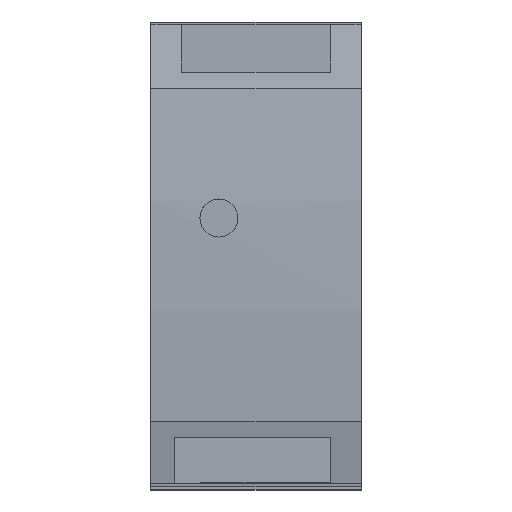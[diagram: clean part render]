
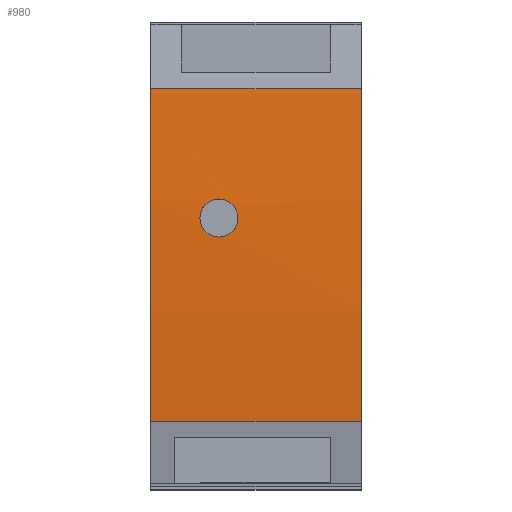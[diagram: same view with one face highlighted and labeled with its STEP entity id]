
A CAD part, top view. The second image highlights one B-rep face of the part: STEP entity #980.
In plain terms, the highlighted cylindrical face has radius 265.386 mm (diameter 530.771 mm), a partial arc.
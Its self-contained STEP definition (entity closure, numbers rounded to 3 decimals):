
#220=CARTESIAN_POINT('',(13.111,10.868,109.092));
#221=VERTEX_POINT('',#220);
#246=CARTESIAN_POINT('',(13.111,3.543,109.325));
#247=VERTEX_POINT('',#246);
#254=CARTESIAN_POINT('',(13.111,10.868,109.092));
#255=CARTESIAN_POINT('',(13.341,10.868,109.092));
#256=CARTESIAN_POINT('',(13.579,10.846,109.093));
#257=CARTESIAN_POINT('',(14.052,10.753,109.097));
#258=CARTESIAN_POINT('',(14.287,10.682,109.101));
#259=CARTESIAN_POINT('',(14.738,10.495,109.109));
#260=CARTESIAN_POINT('',(14.954,10.379,109.114));
#261=CARTESIAN_POINT('',(15.354,10.11,109.126));
#262=CARTESIAN_POINT('',(15.538,9.958,109.132));
#263=CARTESIAN_POINT('',(15.863,9.633,109.146));
#264=CARTESIAN_POINT('',(16.016,9.449,109.153));
#265=CARTESIAN_POINT('',(16.285,9.049,109.169));
#266=CARTESIAN_POINT('',(16.401,8.832,109.177));
#267=CARTESIAN_POINT('',(16.588,8.381,109.194));
#268=CARTESIAN_POINT('',(16.659,8.146,109.202));
#269=CARTESIAN_POINT('',(16.751,7.673,109.219));
#270=CARTESIAN_POINT('',(16.773,7.435,109.227));
#271=CARTESIAN_POINT('',(16.773,6.975,109.241));
#272=CARTESIAN_POINT('',(16.751,6.737,109.249));
#273=CARTESIAN_POINT('',(16.659,6.264,109.262));
#274=CARTESIAN_POINT('',(16.588,6.029,109.269));
#275=CARTESIAN_POINT('',(16.401,5.578,109.281));
#276=CARTESIAN_POINT('',(16.285,5.362,109.286));
#277=CARTESIAN_POINT('',(16.016,4.962,109.296));
#278=CARTESIAN_POINT('',(15.863,4.778,109.3));
#279=CARTESIAN_POINT('',(15.538,4.453,109.307));
#280=CARTESIAN_POINT('',(15.354,4.3,109.31));
#281=CARTESIAN_POINT('',(14.954,4.031,109.316));
#282=CARTESIAN_POINT('',(14.738,3.915,109.318));
#283=CARTESIAN_POINT('',(14.287,3.728,109.322));
#284=CARTESIAN_POINT('',(14.052,3.657,109.323));
#285=CARTESIAN_POINT('',(13.579,3.565,109.325));
#286=CARTESIAN_POINT('',(13.341,3.543,109.325));
#287=CARTESIAN_POINT('',(13.111,3.543,109.325));
#288=B_SPLINE_CURVE_WITH_KNOTS('',3,(#254,#255,#256,#257,#258,#259,#260,#261,#262,#263,#264,#265,#266,#267,#268,#269,#270,#271,#272,#273,#274,#275,#276,#277,#278,#279,#280,#281,#282,#283,#284,#285,#286,#287),.UNSPECIFIED.,.F.,.U.,(4,2,2,2,2,2,2,2,2,2,2,2,2,2,2,2,4),(0.0,0.69,1.38,2.069,2.759,3.45,4.14,4.83,5.52,6.21,6.901,7.591,8.281,8.97,9.66,10.35,11.04),.UNSPECIFIED.);
#289=EDGE_CURVE('',#221,#247,#288,.T.);
#463=CARTESIAN_POINT('',(40.5,32.072,107.27));
#464=VERTEX_POINT('',#463);
#471=CARTESIAN_POINT('',(40.5,-31.982,107.58));
#472=VERTEX_POINT('',#471);
#473=CARTESIAN_POINT('',(40.5,-1.23,-156.018));
#474=DIRECTION('',(-1.0,0.,0.));
#475=DIRECTION('',(0.,0.005,1.));
#476=AXIS2_PLACEMENT_3D('',#473,#474,#475);
#477=CIRCLE('',#476,265.386);
#478=EDGE_CURVE('',#472,#464,#477,.T.);
#766=CARTESIAN_POINT('',(13.111,3.543,109.325));
#767=CARTESIAN_POINT('',(12.881,3.543,109.325));
#768=CARTESIAN_POINT('',(12.643,3.565,109.325));
#769=CARTESIAN_POINT('',(12.17,3.657,109.323));
#770=CARTESIAN_POINT('',(11.935,3.728,109.322));
#771=CARTESIAN_POINT('',(11.484,3.915,109.318));
#772=CARTESIAN_POINT('',(11.268,4.031,109.316));
#773=CARTESIAN_POINT('',(10.868,4.3,109.31));
#774=CARTESIAN_POINT('',(10.684,4.453,109.307));
#775=CARTESIAN_POINT('',(10.359,4.778,109.3));
#776=CARTESIAN_POINT('',(10.206,4.962,109.296));
#777=CARTESIAN_POINT('',(9.937,5.362,109.286));
#778=CARTESIAN_POINT('',(9.821,5.578,109.281));
#779=CARTESIAN_POINT('',(9.634,6.029,109.269));
#780=CARTESIAN_POINT('',(9.563,6.264,109.262));
#781=CARTESIAN_POINT('',(9.471,6.737,109.249));
#782=CARTESIAN_POINT('',(9.449,6.975,109.241));
#783=CARTESIAN_POINT('',(9.449,7.435,109.227));
#784=CARTESIAN_POINT('',(9.471,7.673,109.219));
#785=CARTESIAN_POINT('',(9.563,8.146,109.202));
#786=CARTESIAN_POINT('',(9.634,8.381,109.194));
#787=CARTESIAN_POINT('',(9.821,8.832,109.177));
#788=CARTESIAN_POINT('',(9.937,9.049,109.169));
#789=CARTESIAN_POINT('',(10.206,9.449,109.153));
#790=CARTESIAN_POINT('',(10.359,9.633,109.146));
#791=CARTESIAN_POINT('',(10.684,9.958,109.132));
#792=CARTESIAN_POINT('',(10.868,10.11,109.126));
#793=CARTESIAN_POINT('',(11.268,10.379,109.114));
#794=CARTESIAN_POINT('',(11.484,10.495,109.109));
#795=CARTESIAN_POINT('',(11.935,10.682,109.101));
#796=CARTESIAN_POINT('',(12.17,10.753,109.097));
#797=CARTESIAN_POINT('',(12.643,10.846,109.093));
#798=CARTESIAN_POINT('',(12.881,10.868,109.092));
#799=CARTESIAN_POINT('',(13.111,10.868,109.092));
#800=B_SPLINE_CURVE_WITH_KNOTS('',3,(#766,#767,#768,#769,#770,#771,#772,#773,#774,#775,#776,#777,#778,#779,#780,#781,#782,#783,#784,#785,#786,#787,#788,#789,#790,#791,#792,#793,#794,#795,#796,#797,#798,#799),.UNSPECIFIED.,.F.,.U.,(4,2,2,2,2,2,2,2,2,2,2,2,2,2,2,2,4),(11.04,11.73,12.419,13.109,13.799,14.489,15.179,15.869,16.559,17.249,17.94,18.63,19.32,20.01,20.7,21.39,22.08),.UNSPECIFIED.);
#801=EDGE_CURVE('',#247,#221,#800,.T.);
#903=CARTESIAN_POINT('',(0.0,-31.982,107.58));
#904=VERTEX_POINT('',#903);
#905=CARTESIAN_POINT('',(40.5,-31.982,107.58));
#906=DIRECTION('',(-1.0,0.0,0.0));
#907=VECTOR('',#906,40.5);
#908=LINE('',#905,#907);
#909=EDGE_CURVE('',#472,#904,#908,.T.);
#939=CARTESIAN_POINT('',(0.0,32.072,107.27));
#940=VERTEX_POINT('',#939);
#947=CARTESIAN_POINT('',(40.5,32.072,107.27));
#948=DIRECTION('',(-1.0,0.0,0.0));
#949=VECTOR('',#948,40.5);
#950=LINE('',#947,#949);
#951=EDGE_CURVE('',#464,#940,#950,.T.);
#959=CARTESIAN_POINT('',(22.5,-1.23,-156.018));
#960=DIRECTION('',(-1.0,0.0,0.));
#961=DIRECTION('',(0.,0.005,1.));
#962=AXIS2_PLACEMENT_3D('',#959,#960,#961);
#963=CYLINDRICAL_SURFACE('',#962,265.386);
#964=ORIENTED_EDGE('',*,*,#951,.T.);
#965=CARTESIAN_POINT('',(0.0,-1.23,-156.018));
#966=DIRECTION('',(1.0,0.,0.));
#967=DIRECTION('',(0.,0.005,1.));
#968=AXIS2_PLACEMENT_3D('',#965,#966,#967);
#969=CIRCLE('',#968,265.386);
#970=EDGE_CURVE('',#940,#904,#969,.T.);
#971=ORIENTED_EDGE('',*,*,#970,.T.);
#972=ORIENTED_EDGE('',*,*,#909,.F.);
#973=ORIENTED_EDGE('',*,*,#478,.T.);
#974=EDGE_LOOP('',(#964,#971,#972,#973));
#975=FACE_OUTER_BOUND('',#974,.T.);
#976=ORIENTED_EDGE('',*,*,#289,.T.);
#977=ORIENTED_EDGE('',*,*,#801,.T.);
#978=EDGE_LOOP('',(#976,#977));
#979=FACE_BOUND('',#978,.T.);
#980=ADVANCED_FACE('',(#975,#979),#963,.T.);
